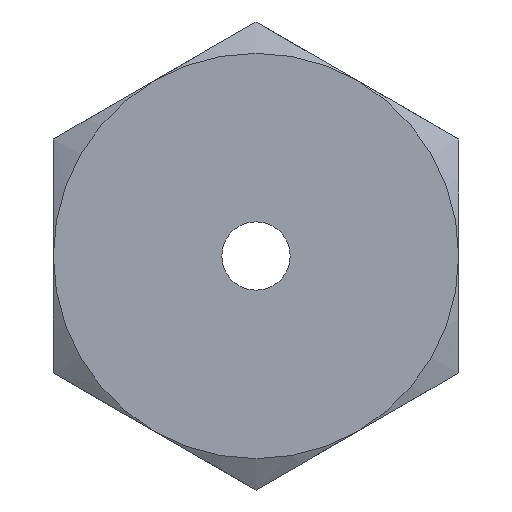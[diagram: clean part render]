
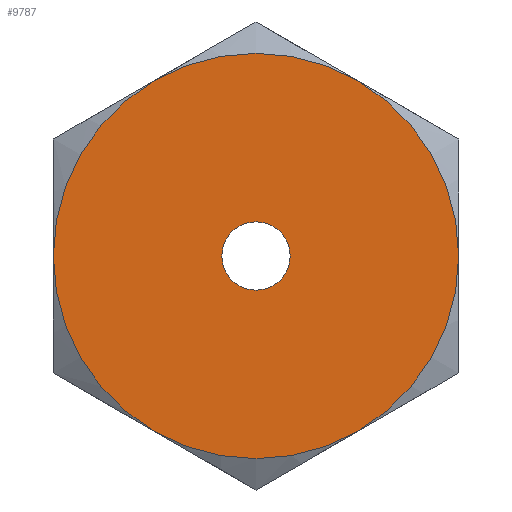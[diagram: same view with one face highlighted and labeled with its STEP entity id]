
A CAD part, left-side view. The second image highlights one B-rep face of the part: STEP entity #9787.
In plain terms, the highlighted planar face has unit normal (-1, 0, 0).
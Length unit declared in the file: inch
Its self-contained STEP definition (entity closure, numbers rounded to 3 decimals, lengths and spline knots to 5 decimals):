
#4100=CARTESIAN_POINT('',(-0.11,0.07713,
-0.13358));
#4115=CARTESIAN_POINT('',(-0.11,0.15425,
0.));
#4144=CARTESIAN_POINT('',(-0.11,0.07712,
0.13358));
#4159=CARTESIAN_POINT('',(-0.11,0.,0.));
#4160=DIRECTION('',(-1.,0.,0.));
#4161=DIRECTION('',(0.,1.,0.));
#4162=AXIS2_PLACEMENT_3D('',#4159,#4160,#4161);
#4164=CARTESIAN_POINT('',(-0.11,0.,0.));
#4165=DIRECTION('',(-1.,0.,0.));
#4166=DIRECTION('',(0.,0.5,0.866));
#4167=AXIS2_PLACEMENT_3D('',#4164,#4165,#4166);
#4169=CARTESIAN_POINT('',(-0.11,0.,0.));
#4170=DIRECTION('',(-1.,0.,0.));
#4171=DIRECTION('',(0.,-0.5,0.866));
#4172=AXIS2_PLACEMENT_3D('',#4169,#4170,#4171);
#4174=CARTESIAN_POINT('',(-0.11,0.,0.));
#4175=DIRECTION('',(-1.,0.,0.));
#4176=DIRECTION('',(0.,-1.,0.));
#4177=AXIS2_PLACEMENT_3D('',#4174,#4175,#4176);
#4179=CARTESIAN_POINT('',(-0.11,0.,0.));
#4180=DIRECTION('',(-1.,0.,0.));
#4181=DIRECTION('',(0.,-0.5,-0.866));
#4182=AXIS2_PLACEMENT_3D('',#4179,#4180,#4181);
#4184=CARTESIAN_POINT('',(-0.11,0.,0.));
#4185=DIRECTION('',(-1.,0.,0.));
#4186=DIRECTION('',(0.,0.5,-0.866));
#4187=AXIS2_PLACEMENT_3D('',#4184,#4185,#4186);
#4189=CARTESIAN_POINT('',(-0.11,0.,0.));
#4190=DIRECTION('',(1.,0.,0.));
#4191=DIRECTION('',(0.,-1.,0.));
#4192=AXIS2_PLACEMENT_3D('',#4189,#4190,#4191);
#4194=CARTESIAN_POINT('',(-0.11,0.,0.));
#4195=DIRECTION('',(1.,0.,0.));
#4196=DIRECTION('',(0.,1.,0.));
#4197=AXIS2_PLACEMENT_3D('',#4194,#4195,#4196);
#4214=CARTESIAN_POINT('',(-0.11,-0.07713,
0.13358));
#4236=CARTESIAN_POINT('',(-0.11,-0.15425,
0.));
#4258=CARTESIAN_POINT('',(-0.11,-0.07712,
-0.13358));
#4466=VERTEX_POINT('',#4100);
#4468=VERTEX_POINT('',#4115);
#4471=VERTEX_POINT('',#4144);
#4473=VERTEX_POINT('',#4214);
#4475=VERTEX_POINT('',#4236);
#4476=VERTEX_POINT('',#4258);
#4481=CARTESIAN_POINT('',(-0.11,-0.026,0.));
#4482=CARTESIAN_POINT('',(-0.11,0.026,0.));
#4483=VERTEX_POINT('',#4481);
#4484=VERTEX_POINT('',#4482);
#9768=CARTESIAN_POINT('',(-0.11,0.,0.));
#9769=DIRECTION('',(1.,0.,0.));
#9770=DIRECTION('',(0.,1.,0.));
#9771=AXIS2_PLACEMENT_3D('',#9768,#9769,#9770);
#9772=PLANE('',#9771);
#9773=ORIENTED_EDGE('',*,*,#9666,.F.);
#9774=ORIENTED_EDGE('',*,*,#9736,.F.);
#9775=ORIENTED_EDGE('',*,*,#9749,.F.);
#9776=ORIENTED_EDGE('',*,*,#9763,.F.);
#9777=ORIENTED_EDGE('',*,*,#9693,.F.);
#9778=ORIENTED_EDGE('',*,*,#9677,.F.);
#9779=EDGE_LOOP('',(#9773,#9774,#9775,#9776,#9777,#9778));
#9780=FACE_OUTER_BOUND('',#9779,.F.);
#9782=ORIENTED_EDGE('',*,*,#9781,.F.);
#9784=ORIENTED_EDGE('',*,*,#9783,.F.);
#9785=EDGE_LOOP('',(#9782,#9784));
#9786=FACE_BOUND('',#9785,.F.);
#4163=CIRCLE('',#4162,0.15425);
#4168=CIRCLE('',#4167,0.15425);
#4173=CIRCLE('',#4172,0.15425);
#4178=CIRCLE('',#4177,0.15425);
#4183=CIRCLE('',#4182,0.15425);
#4188=CIRCLE('',#4187,0.15425);
#4193=CIRCLE('',#4192,0.026);
#4198=CIRCLE('',#4197,0.026);
#9666=EDGE_CURVE('',#4468,#4466,#4163,.T.);
#9677=EDGE_CURVE('',#4466,#4476,#4188,.T.);
#9693=EDGE_CURVE('',#4476,#4475,#4183,.T.);
#9736=EDGE_CURVE('',#4471,#4468,#4168,.T.);
#9749=EDGE_CURVE('',#4473,#4471,#4173,.T.);
#9763=EDGE_CURVE('',#4475,#4473,#4178,.T.);
#9781=EDGE_CURVE('',#4483,#4484,#4193,.T.);
#9783=EDGE_CURVE('',#4484,#4483,#4198,.T.);
#9787=ADVANCED_FACE('',(#9780,#9786),#9772,.F.);
